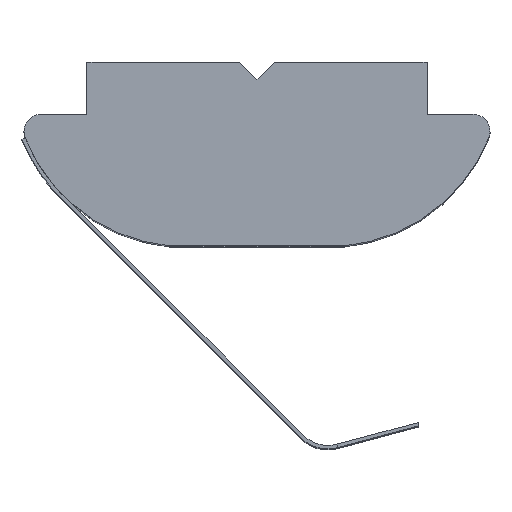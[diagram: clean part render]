
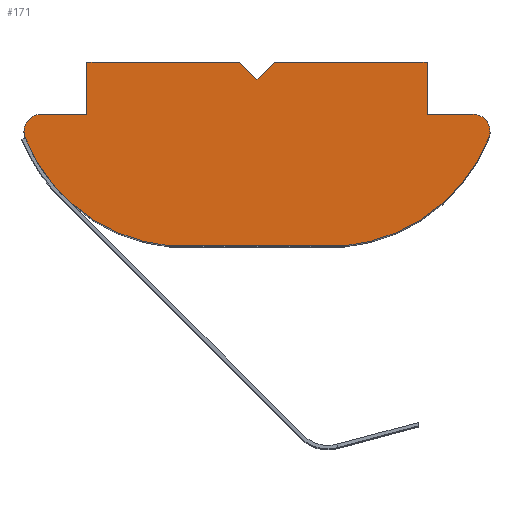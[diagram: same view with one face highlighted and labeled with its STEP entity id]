
A CAD part, top view. The second image highlights one B-rep face of the part: STEP entity #171.
In plain terms, the highlighted planar face has unit normal (0, 0, 1).
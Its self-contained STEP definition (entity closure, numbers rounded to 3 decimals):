
#108 = ORIENTED_EDGE ( 'NONE', *, *, #805, .F. ) ;
#110 = ORIENTED_EDGE ( 'NONE', *, *, #1280, .F. ) ;
#113 = ORIENTED_EDGE ( 'NONE', *, *, #1307, .F. ) ;
#114 = ORIENTED_EDGE ( 'NONE', *, *, #1470, .F. ) ;
#115 = ORIENTED_EDGE ( 'NONE', *, *, #1383, .F. ) ;
#119 = ORIENTED_EDGE ( 'NONE', *, *, #1297, .F. ) ;
#120 = ORIENTED_EDGE ( 'NONE', *, *, #1391, .F. ) ;
#133 = CARTESIAN_POINT ( 'NONE',  ( -2.5, -2.65, 10. ) ) ;
#151 = CARTESIAN_POINT ( 'NONE',  ( 2.5, -2.65, 10. ) ) ;
#171 = ADVANCED_FACE ( 'NONE', ( #735 ), #968, .T. ) ;
#263 = CARTESIAN_POINT ( 'NONE',  ( -6.216, 0.65, 10. ) ) ;
#264 = DIRECTION ( 'NONE',  ( 0., 0., 1. ) ) ;
#265 = DIRECTION ( 'NONE',  ( 1., 0., 0. ) ) ;
#287 = CARTESIAN_POINT ( 'NONE',  ( 0., -2.65, 10. ) ) ;
#288 = DIRECTION ( 'NONE',  ( 1., 0., 0. ) ) ;
#313 = CARTESIAN_POINT ( 'NONE',  ( 1.075, 1.075, 10. ) ) ;
#315 = DIRECTION ( 'NONE',  ( 0.707, -0.707, 0. ) ) ;
#321 = CARTESIAN_POINT ( 'NONE',  ( -2.041, 2.329, 10. ) ) ;
#322 = DIRECTION ( 'NONE',  ( 0., 0., 1. ) ) ;
#323 = DIRECTION ( 'NONE',  ( 1., 0., 0. ) ) ;
#404 = DIRECTION ( 'NONE',  ( 1., 0., 0. ) ) ;
#408 = CARTESIAN_POINT ( 'NONE',  ( 0., 1.15, 10. ) ) ;
#409 = CARTESIAN_POINT ( 'NONE',  ( 2.041, 2.329, 10. ) ) ;
#410 = DIRECTION ( 'NONE',  ( 0., 0., 1. ) ) ;
#411 = DIRECTION ( 'NONE',  ( 1., 0., 0. ) ) ;
#418 = CARTESIAN_POINT ( 'NONE',  ( 0., 2.15, 10. ) ) ;
#435 = CARTESIAN_POINT ( 'NONE',  ( 6.68, 0.463, 10. ) ) ;
#441 = CARTESIAN_POINT ( 'NONE',  ( -4.9, 2.65, 10. ) ) ;
#446 = CARTESIAN_POINT ( 'NONE',  ( 4.9, 2.65, 10. ) ) ;
#451 = CARTESIAN_POINT ( 'NONE',  ( 4.9, 1.15, 10. ) ) ;
#452 = CARTESIAN_POINT ( 'NONE',  ( 0.5, 2.65, 10. ) ) ;
#459 = CARTESIAN_POINT ( 'NONE',  ( -4.9, 1.15, 10. ) ) ;
#460 = CARTESIAN_POINT ( 'NONE',  ( -6.216, 1.15, 10. ) ) ;
#465 = CARTESIAN_POINT ( 'NONE',  ( 6.216, 1.15, 10. ) ) ;
#473 = CARTESIAN_POINT ( 'NONE',  ( -1.075, 1.075, 10. ) ) ;
#475 = DIRECTION ( 'NONE',  ( 0.707, 0.707, 0. ) ) ;
#488 = DIRECTION ( 'NONE',  ( 0., -1., 0. ) ) ;
#490 = CARTESIAN_POINT ( 'NONE',  ( 0., 2.65, 10. ) ) ;
#491 = DIRECTION ( 'NONE',  ( 1., 0., 0. ) ) ;
#493 = CARTESIAN_POINT ( 'NONE',  ( 4.9, 0., 10. ) ) ;
#502 = CARTESIAN_POINT ( 'NONE',  ( -4.9, 0., 10. ) ) ;
#503 = DIRECTION ( 'NONE',  ( 0., 1., 0. ) ) ;
#504 = CARTESIAN_POINT ( 'NONE',  ( -6.216, 0.65, 10. ) ) ;
#505 = DIRECTION ( 'NONE',  ( 0., 0., 1. ) ) ;
#506 = DIRECTION ( 'NONE',  ( 1., 0., 0. ) ) ;
#507 = CARTESIAN_POINT ( 'NONE',  ( 6.216, 0.65, 10. ) ) ;
#508 = DIRECTION ( 'NONE',  ( 0., 0., 1. ) ) ;
#509 = DIRECTION ( 'NONE',  ( 1., 0., 0. ) ) ;
#520 = DIRECTION ( 'NONE',  ( 1., 0., 0. ) ) ;
#524 = CARTESIAN_POINT ( 'NONE',  ( 0., 2.65, 10. ) ) ;
#536 = CARTESIAN_POINT ( 'NONE',  ( 0., 1.15, 10. ) ) ;
#537 = DIRECTION ( 'NONE',  ( 1., 0., 0. ) ) ;
#691 = AXIS2_PLACEMENT_3D ( 'NONE', #504, #505, #506 ) ;
#702 = AXIS2_PLACEMENT_3D ( 'NONE', #409, #410, #411 ) ;
#711 = AXIS2_PLACEMENT_3D ( 'NONE', #321, #322, #323 ) ;
#714 = AXIS2_PLACEMENT_3D ( 'NONE', #263, #264, #265 ) ;
#724 = AXIS2_PLACEMENT_3D ( 'NONE', #507, #508, #509 ) ;
#735 = FACE_OUTER_BOUND ( 'NONE', #899, .T. ) ;
#753 = VERTEX_POINT ( 'NONE', #151 ) ;
#761 = VERTEX_POINT ( 'NONE', #1491 ) ;
#766 = VERTEX_POINT ( 'NONE', #952 ) ;
#767 = VERTEX_POINT ( 'NONE', #133 ) ;
#770 = VERTEX_POINT ( 'NONE', #1310 ) ;
#786 = LINE ( 'NONE', #473, #789 ) ;
#789 = VECTOR ( 'NONE', #475, 1000. ) ;
#804 = EDGE_CURVE ( 'NONE', #753, #1157, #1231, .T. ) ;
#805 = EDGE_CURVE ( 'NONE', #1176, #1193, #1232, .T. ) ;
#899 = EDGE_LOOP ( 'NONE', ( #1086, #1091, #1085, #1097, #1090, #1084, #1096, #108, #115, #120, #110, #114, #119, #113 ) ) ;
#918 = VERTEX_POINT ( 'NONE', #418 ) ;
#952 = CARTESIAN_POINT ( 'NONE',  ( -6.68, 0.463, 10. ) ) ;
#964 = DIRECTION ( 'NONE',  ( 1., 0., 0. ) ) ;
#965 = DIRECTION ( 'NONE',  ( 0., 0., 1. ) ) ;
#968 = PLANE ( 'NONE',  #1278 ) ;
#980 = CARTESIAN_POINT ( 'NONE',  ( 0., 0., 10. ) ) ;
#1056 = LINE ( 'NONE', #287, #1313 ) ;
#1075 = CIRCLE ( 'NONE', #714, 0.5 ) ;
#1084 = ORIENTED_EDGE ( 'NONE', *, *, #804, .T. ) ;
#1085 = ORIENTED_EDGE ( 'NONE', *, *, #1455, .T. ) ;
#1086 = ORIENTED_EDGE ( 'NONE', *, *, #1395, .F. ) ;
#1090 = ORIENTED_EDGE ( 'NONE', *, *, #1460, .T. ) ;
#1091 = ORIENTED_EDGE ( 'NONE', *, *, #1382, .T. ) ;
#1096 = ORIENTED_EDGE ( 'NONE', *, *, #1384, .T. ) ;
#1097 = ORIENTED_EDGE ( 'NONE', *, *, #1474, .T. ) ;
#1157 = VERTEX_POINT ( 'NONE', #435 ) ;
#1164 = VERTEX_POINT ( 'NONE', #441 ) ;
#1170 = VERTEX_POINT ( 'NONE', #446 ) ;
#1176 = VERTEX_POINT ( 'NONE', #451 ) ;
#1177 = VERTEX_POINT ( 'NONE', #452 ) ;
#1187 = VERTEX_POINT ( 'NONE', #459 ) ;
#1188 = VERTEX_POINT ( 'NONE', #460 ) ;
#1193 = VERTEX_POINT ( 'NONE', #465 ) ;
#1205 = LINE ( 'NONE', #502, #1379 ) ;
#1231 = CIRCLE ( 'NONE', #702, 5. ) ;
#1232 = LINE ( 'NONE', #408, #1233 ) ;
#1233 = VECTOR ( 'NONE', #404, 1000. ) ;
#1274 = LINE ( 'NONE', #490, #1276 ) ;
#1276 = VECTOR ( 'NONE', #491, 1000. ) ;
#1278 = AXIS2_PLACEMENT_3D ( 'NONE', #980, #965, #964 ) ;
#1280 = EDGE_CURVE ( 'NONE', #918, #1177, #786, .T. ) ;
#1297 = EDGE_CURVE ( 'NONE', #1164, #770, #1274, .T. ) ;
#1307 = EDGE_CURVE ( 'NONE', #1187, #1164, #1205, .T. ) ;
#1310 = CARTESIAN_POINT ( 'NONE',  ( -0.5, 2.65, 10. ) ) ;
#1313 = VECTOR ( 'NONE', #288, 1000. ) ;
#1355 = VECTOR ( 'NONE', #537, 1000. ) ;
#1358 = LINE ( 'NONE', #536, #1355 ) ;
#1362 = VECTOR ( 'NONE', #520, 1000. ) ;
#1368 = LINE ( 'NONE', #524, #1362 ) ;
#1373 = CIRCLE ( 'NONE', #724, 0.5 ) ;
#1375 = VECTOR ( 'NONE', #488, 1000. ) ;
#1377 = CIRCLE ( 'NONE', #691, 0.5 ) ;
#1378 = LINE ( 'NONE', #493, #1375 ) ;
#1379 = VECTOR ( 'NONE', #503, 1000. ) ;
#1382 = EDGE_CURVE ( 'NONE', #1188, #761, #1377, .T. ) ;
#1383 = EDGE_CURVE ( 'NONE', #1170, #1176, #1378, .T. ) ;
#1384 = EDGE_CURVE ( 'NONE', #1157, #1193, #1373, .T. ) ;
#1391 = EDGE_CURVE ( 'NONE', #1177, #1170, #1368, .T. ) ;
#1395 = EDGE_CURVE ( 'NONE', #1188, #1187, #1358, .T. ) ;
#1455 = EDGE_CURVE ( 'NONE', #761, #766, #1075, .T. ) ;
#1460 = EDGE_CURVE ( 'NONE', #767, #753, #1056, .T. ) ;
#1470 = EDGE_CURVE ( 'NONE', #770, #918, #1558, .T. ) ;
#1474 = EDGE_CURVE ( 'NONE', #766, #767, #1497, .T. ) ;
#1491 = CARTESIAN_POINT ( 'NONE',  ( -6.716, 0.65, 10. ) ) ;
#1497 = CIRCLE ( 'NONE', #711, 5. ) ;
#1510 = VECTOR ( 'NONE', #315, 1000. ) ;
#1558 = LINE ( 'NONE', #313, #1510 ) ;
